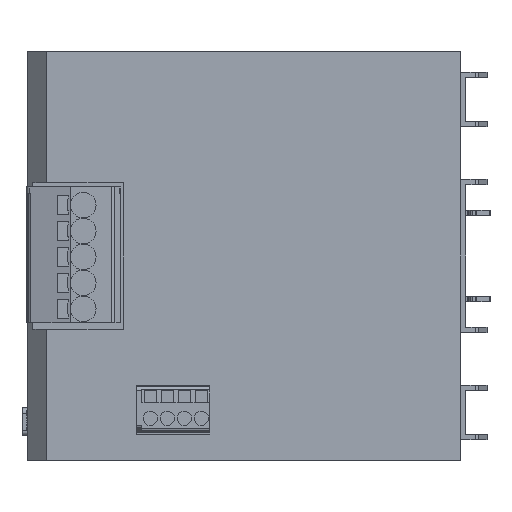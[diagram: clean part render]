
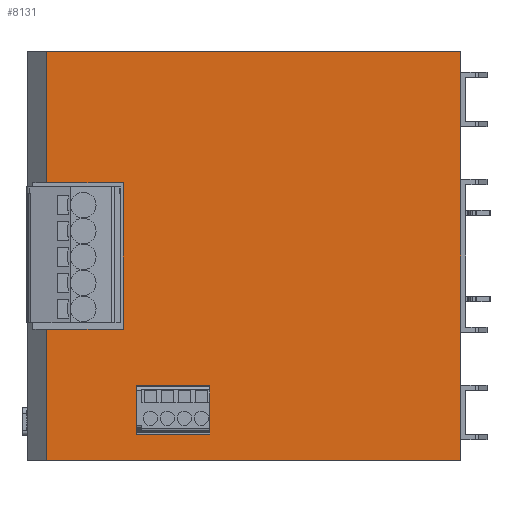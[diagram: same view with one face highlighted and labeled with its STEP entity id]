
A CAD part, left-side view. The second image highlights one B-rep face of the part: STEP entity #8131.
In plain terms, the highlighted planar face has unit normal (-1, 0, 0).
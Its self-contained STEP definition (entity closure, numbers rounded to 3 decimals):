
#245 = VERTEX_POINT ( 'NONE', #12230 ) ;
#507 = LINE ( 'NONE', #9549, #9118 ) ;
#672 = CARTESIAN_POINT ( 'NONE',  ( -65., 115.512, 0. ) ) ;
#680 = LINE ( 'NONE', #7286, #1554 ) ;
#919 = LINE ( 'NONE', #14592, #7718 ) ;
#940 = DIRECTION ( 'NONE',  ( 0., 0., -1. ) ) ;
#1076 = EDGE_CURVE ( 'NONE', #13963, #7834, #7467, .T. ) ;
#1234 = EDGE_CURVE ( 'NONE', #9682, #13963, #507, .T. ) ;
#1381 = VECTOR ( 'NONE', #4436, 1000. ) ;
#1554 = VECTOR ( 'NONE', #10902, 1000. ) ;
#1670 = ORIENTED_EDGE ( 'NONE', *, *, #1076, .F. ) ;
#2104 = DIRECTION ( 'NONE',  ( 0., -1., 0. ) ) ;
#2261 = EDGE_CURVE ( 'NONE', #7834, #9912, #16189, .T. ) ;
#2361 = CARTESIAN_POINT ( 'NONE',  ( -65., 123.2, 18. ) ) ;
#2440 = CARTESIAN_POINT ( 'NONE',  ( -65., 123.2, 120. ) ) ;
#3018 = EDGE_CURVE ( 'NONE', #8000, #4963, #6914, .T. ) ;
#3057 = ORIENTED_EDGE ( 'NONE', *, *, #13877, .T. ) ;
#3181 = DIRECTION ( 'NONE',  ( 0., -1., 0. ) ) ;
#3780 = FACE_BOUND ( 'NONE', #8900, .T. ) ;
#4162 = CARTESIAN_POINT ( 'NONE',  ( -65., 123.2, 81.5 ) ) ;
#4218 = CARTESIAN_POINT ( 'NONE',  ( -65., 75.2, 7.6 ) ) ;
#4251 = ORIENTED_EDGE ( 'NONE', *, *, #8200, .T. ) ;
#4311 = DIRECTION ( 'NONE',  ( 0., -1., 0. ) ) ;
#4409 = CARTESIAN_POINT ( 'NONE',  ( -65., 100.6, 38.5 ) ) ;
#4436 = DIRECTION ( 'NONE',  ( 0., 0., 1. ) ) ;
#4629 = CARTESIAN_POINT ( 'NONE',  ( -65., 123.2, 120. ) ) ;
#4926 = VECTOR ( 'NONE', #7552, 1000. ) ;
#4963 = VERTEX_POINT ( 'NONE', #4409 ) ;
#5100 = VECTOR ( 'NONE', #940, 1000. ) ;
#5644 = VERTEX_POINT ( 'NONE', #14577 ) ;
#5661 = CARTESIAN_POINT ( 'NONE',  ( -65., 123.2, 38.5 ) ) ;
#5859 = VERTEX_POINT ( 'NONE', #4162 ) ;
#5971 = LINE ( 'NONE', #4629, #5100 ) ;
#6036 = DIRECTION ( 'NONE',  ( 0., -1., 0. ) ) ;
#6126 = CARTESIAN_POINT ( 'NONE',  ( -65., 96.7, 18. ) ) ;
#6358 = VECTOR ( 'NONE', #12586, 1000. ) ;
#6364 = ORIENTED_EDGE ( 'NONE', *, *, #7209, .T. ) ;
#6710 = DIRECTION ( 'NONE',  ( 0., 0., -1. ) ) ;
#6714 = ORIENTED_EDGE ( 'NONE', *, *, #2261, .F. ) ;
#6775 = VERTEX_POINT ( 'NONE', #7043 ) ;
#6914 = LINE ( 'NONE', #5661, #15062 ) ;
#7043 = CARTESIAN_POINT ( 'NONE',  ( -65., 123.2, 120. ) ) ;
#7159 = ORIENTED_EDGE ( 'NONE', *, *, #3018, .F. ) ;
#7209 = EDGE_CURVE ( 'NONE', #245, #7930, #7280, .T. ) ;
#7280 = LINE ( 'NONE', #672, #12686 ) ;
#7286 = CARTESIAN_POINT ( 'NONE',  ( -65., 123.2, 81.5 ) ) ;
#7467 = LINE ( 'NONE', #8477, #10287 ) ;
#7552 = DIRECTION ( 'NONE',  ( 0., 0., -1. ) ) ;
#7718 = VECTOR ( 'NONE', #6036, 1000. ) ;
#7834 = VERTEX_POINT ( 'NONE', #4218 ) ;
#7930 = VERTEX_POINT ( 'NONE', #11771 ) ;
#8000 = VERTEX_POINT ( 'NONE', #9820 ) ;
#8131 = ADVANCED_FACE ( 'NONE', ( #3780, #10067 ), #10231, .F. ) ;
#8141 = DIRECTION ( 'NONE',  ( 0., 0., 1. ) ) ;
#8200 = EDGE_CURVE ( 'NONE', #6775, #5859, #9062, .T. ) ;
#8477 = CARTESIAN_POINT ( 'NONE',  ( -65., 123.2, 7.6 ) ) ;
#8743 = VECTOR ( 'NONE', #16150, 1000. ) ;
#8887 = CARTESIAN_POINT ( 'NONE',  ( -65., 123.2, 120. ) ) ;
#8900 = EDGE_LOOP ( 'NONE', ( #10723, #6714, #1670, #9764 ) ) ;
#9062 = LINE ( 'NONE', #2440, #4926 ) ;
#9118 = VECTOR ( 'NONE', #6710, 1000. ) ;
#9290 = VERTEX_POINT ( 'NONE', #11326 ) ;
#9398 = LINE ( 'NONE', #14525, #14341 ) ;
#9549 = CARTESIAN_POINT ( 'NONE',  ( -65., 96.7, 120. ) ) ;
#9628 = CARTESIAN_POINT ( 'NONE',  ( -65., 75.2, 120. ) ) ;
#9682 = VERTEX_POINT ( 'NONE', #6126 ) ;
#9764 = ORIENTED_EDGE ( 'NONE', *, *, #1234, .F. ) ;
#9820 = CARTESIAN_POINT ( 'NONE',  ( -65., 123.2, 38.5 ) ) ;
#9912 = VERTEX_POINT ( 'NONE', #13320 ) ;
#10067 = FACE_OUTER_BOUND ( 'NONE', #10777, .T. ) ;
#10212 = ORIENTED_EDGE ( 'NONE', *, *, #15106, .F. ) ;
#10231 = PLANE ( 'NONE',  #13749 ) ;
#10287 = VECTOR ( 'NONE', #2104, 1000. ) ;
#10723 = ORIENTED_EDGE ( 'NONE', *, *, #14262, .F. ) ;
#10777 = EDGE_LOOP ( 'NONE', ( #15140, #7159, #13983, #6364, #3057, #10212, #4251, #16078 ) ) ;
#10902 = DIRECTION ( 'NONE',  ( 0., 1., 0. ) ) ;
#11313 = EDGE_CURVE ( 'NONE', #4963, #9290, #9398, .T. ) ;
#11326 = CARTESIAN_POINT ( 'NONE',  ( -65., 100.6, 81.5 ) ) ;
#11575 = DIRECTION ( 'NONE',  ( 0., 0., -1. ) ) ;
#11771 = CARTESIAN_POINT ( 'NONE',  ( -65., 1.5, 0. ) ) ;
#12230 = CARTESIAN_POINT ( 'NONE',  ( -65., 123.2, 0. ) ) ;
#12415 = LINE ( 'NONE', #2361, #6358 ) ;
#12527 = CARTESIAN_POINT ( 'NONE',  ( -65., 1.5, 120. ) ) ;
#12586 = DIRECTION ( 'NONE',  ( 0., 1., 0. ) ) ;
#12686 = VECTOR ( 'NONE', #3181, 1000. ) ;
#13320 = CARTESIAN_POINT ( 'NONE',  ( -65., 75.2, 18. ) ) ;
#13749 = AXIS2_PLACEMENT_3D ( 'NONE', #8887, #15196, #11575 ) ;
#13877 = EDGE_CURVE ( 'NONE', #7930, #5644, #16483, .T. ) ;
#13963 = VERTEX_POINT ( 'NONE', #15218 ) ;
#13983 = ORIENTED_EDGE ( 'NONE', *, *, #16458, .T. ) ;
#14262 = EDGE_CURVE ( 'NONE', #9912, #9682, #12415, .T. ) ;
#14341 = VECTOR ( 'NONE', #8141, 1000. ) ;
#14525 = CARTESIAN_POINT ( 'NONE',  ( -65., 100.6, 120. ) ) ;
#14577 = CARTESIAN_POINT ( 'NONE',  ( -65., 1.5, 120. ) ) ;
#14592 = CARTESIAN_POINT ( 'NONE',  ( -65., 123.2, 120. ) ) ;
#14687 = EDGE_CURVE ( 'NONE', #9290, #5859, #680, .T. ) ;
#15062 = VECTOR ( 'NONE', #4311, 1000. ) ;
#15106 = EDGE_CURVE ( 'NONE', #6775, #5644, #919, .T. ) ;
#15140 = ORIENTED_EDGE ( 'NONE', *, *, #11313, .F. ) ;
#15196 = DIRECTION ( 'NONE',  ( 1., 0., 0. ) ) ;
#15218 = CARTESIAN_POINT ( 'NONE',  ( -65., 96.7, 7.6 ) ) ;
#16078 = ORIENTED_EDGE ( 'NONE', *, *, #14687, .F. ) ;
#16150 = DIRECTION ( 'NONE',  ( 0., 0., 1. ) ) ;
#16189 = LINE ( 'NONE', #9628, #1381 ) ;
#16458 = EDGE_CURVE ( 'NONE', #8000, #245, #5971, .T. ) ;
#16483 = LINE ( 'NONE', #12527, #8743 ) ;
